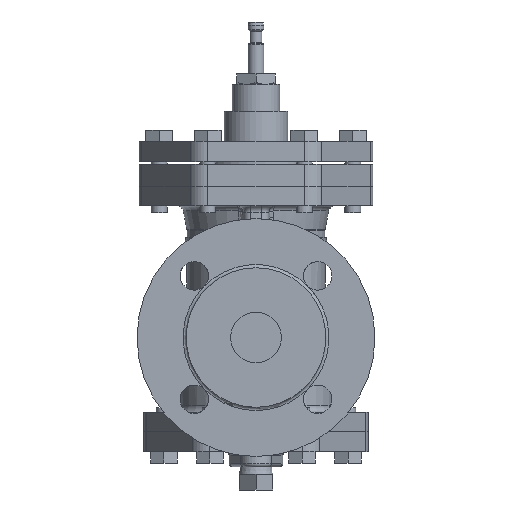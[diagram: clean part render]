
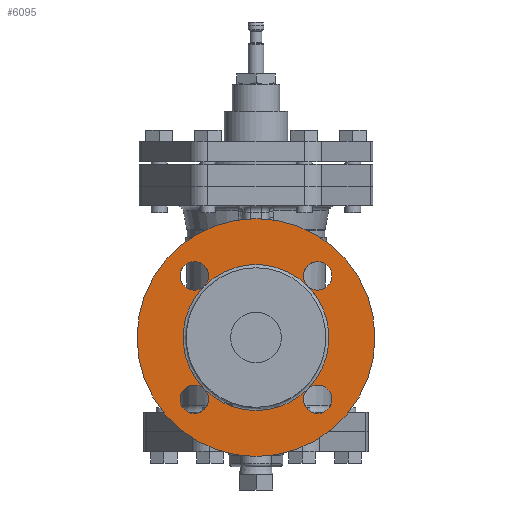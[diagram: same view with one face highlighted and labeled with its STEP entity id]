
A CAD part, left-side view. The second image highlights one B-rep face of the part: STEP entity #6095.
In plain terms, the highlighted planar face has unit normal (-1, 0, 0).
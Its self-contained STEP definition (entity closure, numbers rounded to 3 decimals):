
#396=FACE_BOUND('',#2208,.T.);
#1447=PLANE('',#6651);
#1726=FACE_OUTER_BOUND('',#2207,.T.);
#2207=EDGE_LOOP('',(#5222));
#2208=EDGE_LOOP('',(#5223,#5224,#5225,#5226,#5227,#5228,#5229,#5230));
#2561=CIRCLE('',#6644,75.);
#2563=CIRCLE('',#6647,46.);
#2564=CIRCLE('',#6648,46.);
#2565=CIRCLE('',#6649,46.);
#2566=CIRCLE('',#6650,46.);
#2567=CIRCLE('',#6652,9.);
#2568=CIRCLE('',#6653,9.);
#2569=CIRCLE('',#6654,9.);
#2570=CIRCLE('',#6655,9.);
#3119=VERTEX_POINT('',#10123);
#3121=VERTEX_POINT('',#10128);
#3122=VERTEX_POINT('',#10129);
#3123=VERTEX_POINT('',#10131);
#3124=VERTEX_POINT('',#10133);
#3857=EDGE_CURVE('',#3119,#3119,#2561,.T.);
#3859=EDGE_CURVE('',#3121,#3122,#2563,.T.);
#3860=EDGE_CURVE('',#3122,#3123,#2564,.T.);
#3861=EDGE_CURVE('',#3123,#3124,#2565,.T.);
#3862=EDGE_CURVE('',#3124,#3121,#2566,.T.);
#3863=EDGE_CURVE('',#3124,#3124,#2567,.T.);
#3864=EDGE_CURVE('',#3123,#3123,#2568,.T.);
#3865=EDGE_CURVE('',#3122,#3122,#2569,.T.);
#3866=EDGE_CURVE('',#3121,#3121,#2570,.T.);
#5222=ORIENTED_EDGE('',*,*,#3857,.F.);
#5223=ORIENTED_EDGE('',*,*,#3863,.T.);
#5224=ORIENTED_EDGE('',*,*,#3861,.F.);
#5225=ORIENTED_EDGE('',*,*,#3864,.T.);
#5226=ORIENTED_EDGE('',*,*,#3860,.F.);
#5227=ORIENTED_EDGE('',*,*,#3865,.T.);
#5228=ORIENTED_EDGE('',*,*,#3859,.F.);
#5229=ORIENTED_EDGE('',*,*,#3866,.T.);
#5230=ORIENTED_EDGE('',*,*,#3862,.F.);
#6095=ADVANCED_FACE('',(#1726,#396),#1447,.F.);
#6644=AXIS2_PLACEMENT_3D('',#10124,#8082,#8083);
#6647=AXIS2_PLACEMENT_3D('',#10130,#8088,#8089);
#6648=AXIS2_PLACEMENT_3D('',#10132,#8090,#8091);
#6649=AXIS2_PLACEMENT_3D('',#10134,#8092,#8093);
#6650=AXIS2_PLACEMENT_3D('',#10135,#8094,#8095);
#6651=AXIS2_PLACEMENT_3D('',#10136,#8096,#8097);
#6652=AXIS2_PLACEMENT_3D('',#10137,#8098,#8099);
#6653=AXIS2_PLACEMENT_3D('',#10138,#8100,#8101);
#6654=AXIS2_PLACEMENT_3D('',#10139,#8102,#8103);
#6655=AXIS2_PLACEMENT_3D('',#10140,#8104,#8105);
#8082=DIRECTION('center_axis',(1.,0.,0.));
#8083=DIRECTION('ref_axis',(0.,0.,1.));
#8088=DIRECTION('center_axis',(-1.,0.,0.));
#8089=DIRECTION('ref_axis',(0.,0.,1.));
#8090=DIRECTION('center_axis',(-1.,0.,0.));
#8091=DIRECTION('ref_axis',(0.,0.,1.));
#8092=DIRECTION('center_axis',(-1.,0.,0.));
#8093=DIRECTION('ref_axis',(0.,0.,1.));
#8094=DIRECTION('center_axis',(-1.,0.,0.));
#8095=DIRECTION('ref_axis',(0.,0.,1.));
#8096=DIRECTION('center_axis',(1.,0.,0.));
#8097=DIRECTION('ref_axis',(0.,0.,-1.));
#8098=DIRECTION('center_axis',(1.,0.,0.));
#8099=DIRECTION('ref_axis',(0.,0.,-1.));
#8100=DIRECTION('center_axis',(1.,0.,0.));
#8101=DIRECTION('ref_axis',(0.,1.,0.));
#8102=DIRECTION('center_axis',(1.,0.,0.));
#8103=DIRECTION('ref_axis',(0.,0.,
1.));
#8104=DIRECTION('center_axis',(1.,0.,0.));
#8105=DIRECTION('ref_axis',(0.,-1.,0.));
#10123=CARTESIAN_POINT('',(-98.,0.,-75.));
#10124=CARTESIAN_POINT('Origin',(-98.,0.,0.));
#10128=CARTESIAN_POINT('',(-98.,32.527,-32.527));
#10129=CARTESIAN_POINT('',(-98.,-32.527,-32.527));
#10130=CARTESIAN_POINT('Origin',(-98.,0.,0.));
#10131=CARTESIAN_POINT('',(-98.,-32.527,32.527));
#10132=CARTESIAN_POINT('Origin',(-98.,0.,0.));
#10133=CARTESIAN_POINT('',(-98.,32.527,32.527));
#10134=CARTESIAN_POINT('Origin',(-98.,0.,0.));
#10135=CARTESIAN_POINT('Origin',(-98.,0.,0.));
#10136=CARTESIAN_POINT('Origin',(-98.,0.,0.));
#10137=CARTESIAN_POINT('Origin',(-98.,38.891,38.891));
#10138=CARTESIAN_POINT('Origin',(-98.,-38.891,38.891));
#10139=CARTESIAN_POINT('Origin',(-98.,-38.891,-38.891));
#10140=CARTESIAN_POINT('Origin',(-98.,38.891,-38.891));
